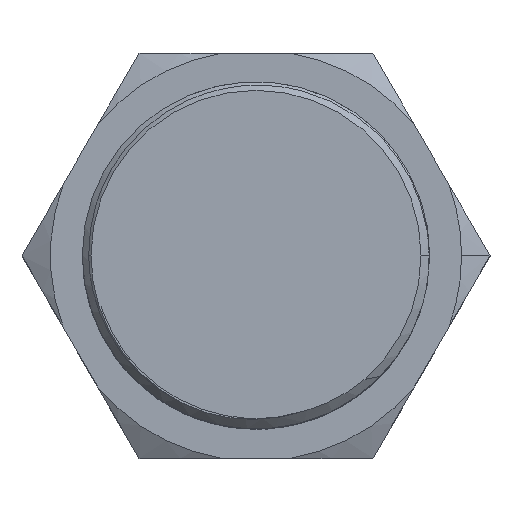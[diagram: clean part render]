
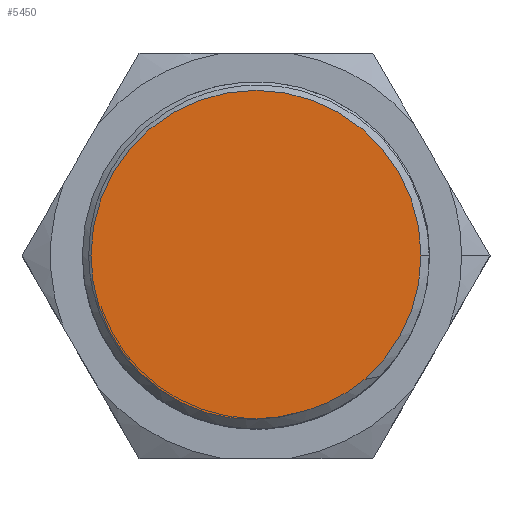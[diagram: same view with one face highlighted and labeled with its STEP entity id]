
A CAD part, top view. The second image highlights one B-rep face of the part: STEP entity #5450.
In plain terms, the highlighted planar face has unit normal (0, 0, 1).
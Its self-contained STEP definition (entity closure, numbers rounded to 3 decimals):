
#297 = CARTESIAN_POINT ( 'NONE',  ( 0.304, -2.816, 13. ) ) ;
#424 = EDGE_CURVE ( 'NONE', #3379, #4617, #6186, .T. ) ;
#788 = CARTESIAN_POINT ( 'NONE',  ( -0.286, -2.828, 13. ) ) ;
#812 = DIRECTION ( 'NONE',  ( 0., 0., 1. ) ) ;
#868 = CARTESIAN_POINT ( 'NONE',  ( -0.865, -2.716, 13. ) ) ;
#937 = AXIS2_PLACEMENT_3D ( 'NONE', #964, #1441, #2414 ) ;
#951 = CARTESIAN_POINT ( 'NONE',  ( -2.85, 0., 13. ) ) ;
#964 = CARTESIAN_POINT ( 'NONE',  ( 0., 0., 13. ) ) ;
#1036 = CARTESIAN_POINT ( 'NONE',  ( 0., 0., 13. ) ) ;
#1140 = CARTESIAN_POINT ( 'NONE',  ( 1.883, -2.139, 13. ) ) ;
#1157 = CARTESIAN_POINT ( 'NONE',  ( 1.575, -2.37, 13. ) ) ;
#1441 = DIRECTION ( 'NONE',  ( 0., 0., 1. ) ) ;
#1536 = DIRECTION ( 'NONE',  ( 1., 0., 0. ) ) ;
#1621 = ORIENTED_EDGE ( 'NONE', *, *, #5558, .T. ) ;
#1629 = CARTESIAN_POINT ( 'NONE',  ( 2.85, 0., 13. ) ) ;
#1831 = DIRECTION ( 'NONE',  ( 0., 0., 1. ) ) ;
#2023 = ORIENTED_EDGE ( 'NONE', *, *, #424, .F. ) ;
#2143 = AXIS2_PLACEMENT_3D ( 'NONE', #1036, #2202, #1536 ) ;
#2166 = CARTESIAN_POINT ( 'NONE',  ( 1.883, -2.139, 13. ) ) ;
#2202 = DIRECTION ( 'NONE',  ( 0., 0., 1. ) ) ;
#2275 = CARTESIAN_POINT ( 'NONE',  ( -0.14, -2.837, 13. ) ) ;
#2403 = CIRCLE ( 'NONE', #2143, 2.85 ) ;
#2414 = DIRECTION ( 'NONE',  ( 1., 0., 0. ) ) ;
#2733 = CARTESIAN_POINT ( 'NONE',  ( 0.878, -2.677, 13. ) ) ;
#2787 = FACE_OUTER_BOUND ( 'NONE', #3564, .T. ) ;
#2804 = AXIS2_PLACEMENT_3D ( 'NONE', #3267, #812, #4267 ) ;
#2829 = CARTESIAN_POINT ( 'NONE',  ( 0.155, -2.831, 13. ) ) ;
#2878 = VERTEX_POINT ( 'NONE', #951 ) ;
#3085 = ORIENTED_EDGE ( 'NONE', *, *, #4734, .T. ) ;
#3244 = ORIENTED_EDGE ( 'NONE', *, *, #5841, .T. ) ;
#3267 = CARTESIAN_POINT ( 'NONE',  ( 0., 0., 13. ) ) ;
#3379 = VERTEX_POINT ( 'NONE', #1140 ) ;
#3564 = EDGE_LOOP ( 'NONE', ( #2023, #3244, #1621, #3085, #5287 ) ) ;
#3569 = VERTEX_POINT ( 'NONE', #5876 ) ;
#3664 = CARTESIAN_POINT ( 'NONE',  ( 0.878, -2.677, 13. ) ) ;
#3757 = CARTESIAN_POINT ( 'NONE',  ( 0.595, -2.764, 13. ) ) ;
#3838 = CARTESIAN_POINT ( 'NONE',  ( -0.723, -2.758, 13. ) ) ;
#3991 = B_SPLINE_CURVE_WITH_KNOTS ( 'NONE', 3,
 ( #5330, #5351, #3757, #297, #2829, #2275, #788, #6341, #3838, #868 ),
 .UNSPECIFIED., .F., .F.,
 ( 4, 2, 2, 2, 4 ),
 ( 0., 0., 0.001, 0.001, 0.002 ),
 .UNSPECIFIED. ) ;
#4114 = VERTEX_POINT ( 'NONE', #1629 ) ;
#4126 = CARTESIAN_POINT ( 'NONE',  ( 1.239, -2.55, 13. ) ) ;
#4189 = AXIS2_PLACEMENT_3D ( 'NONE', #5853, #1831, #4813 ) ;
#4267 = DIRECTION ( 'NONE',  ( 1., 0., 0. ) ) ;
#4617 = VERTEX_POINT ( 'NONE', #3664 ) ;
#4734 = EDGE_CURVE ( 'NONE', #2878, #3569, #5622, .T. ) ;
#4774 = EDGE_CURVE ( 'NONE', #4617, #3569, #3991, .T. ) ;
#4813 = DIRECTION ( 'NONE',  ( 1., 0., 0. ) ) ;
#5074 = CIRCLE ( 'NONE', #2804, 2.85 ) ;
#5287 = ORIENTED_EDGE ( 'NONE', *, *, #4774, .F. ) ;
#5330 = CARTESIAN_POINT ( 'NONE',  ( 0.878, -2.677, 13. ) ) ;
#5351 = CARTESIAN_POINT ( 'NONE',  ( 0.738, -2.727, 13. ) ) ;
#5409 = PLANE ( 'NONE',  #937 ) ;
#5450 = ADVANCED_FACE ( 'NONE', ( #2787 ), #5409, .T. ) ;
#5558 = EDGE_CURVE ( 'NONE', #4114, #2878, #2403, .T. ) ;
#5622 = CIRCLE ( 'NONE', #4189, 2.85 ) ;
#5725 = CARTESIAN_POINT ( 'NONE',  ( 1.737, -2.261, 13. ) ) ;
#5841 = EDGE_CURVE ( 'NONE', #3379, #4114, #5074, .T. ) ;
#5853 = CARTESIAN_POINT ( 'NONE',  ( 0., 0., 13. ) ) ;
#5876 = CARTESIAN_POINT ( 'NONE',  ( -0.865, -2.716, 13. ) ) ;
#6175 = CARTESIAN_POINT ( 'NONE',  ( 1.063, -2.622, 13. ) ) ;
#6186 = B_SPLINE_CURVE_WITH_KNOTS ( 'NONE', 3,
 ( #2166, #5725, #1157, #4126, #6175, #2733 ),
 .UNSPECIFIED., .F., .F.,
 ( 4, 2, 4 ),
 ( 0.006, 0.006, 0.007 ),
 .UNSPECIFIED. ) ;
#6341 = CARTESIAN_POINT ( 'NONE',  ( -0.577, -2.789, 13. ) ) ;
